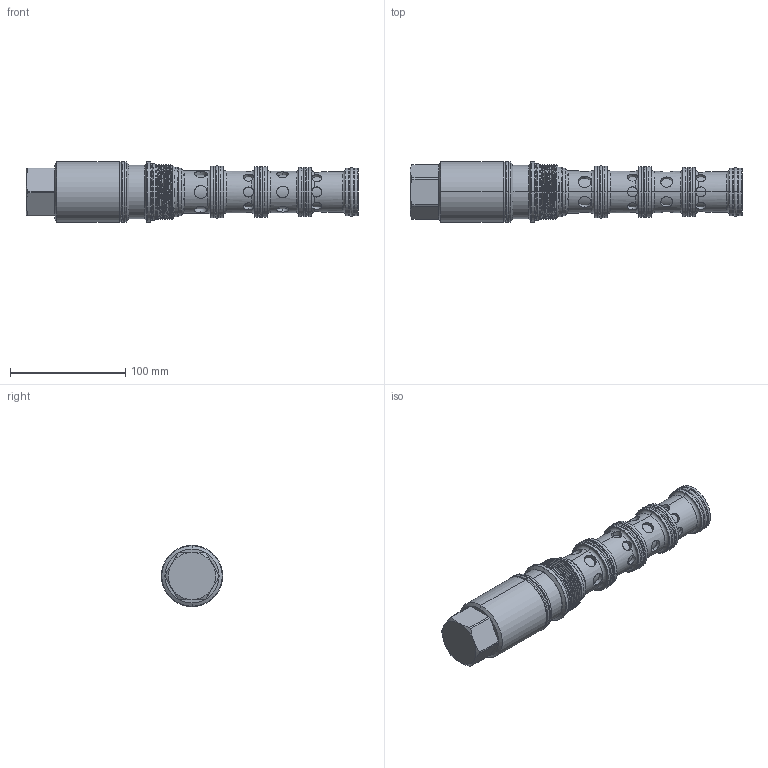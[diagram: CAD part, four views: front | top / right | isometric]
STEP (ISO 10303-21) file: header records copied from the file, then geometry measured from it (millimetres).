
FILE_DESCRIPTION (( 'STEP AP203' ), '1' );
FILE_NAME ('PDD54A6P22-N-320.STEP', '2020-09-17T05:22:09', ( '' ), ( '' ), 'SwSTEP 2.0', 'SolidWorks 2018', '' );
FILE_SCHEMA (( 'CONFIG_CONTROL_DESIGN' ));
Length unit declared in the file: millimetre
Products named in the file (1): PDD54A6P22-N-320
Bounding box: 287.69 x 53.11 x 53.11 mm (x, y, z)
Volume: 417119.6 mm3; surface area: 65676.3 mm2
Topology: 6 solids, 6 shells, 391 faces, 892 edges, 560 vertices
Faces by surface type: cylinder 217, plane 80, torus 63, cone 28, bspline 3
Entity records: 16378 total; most frequent: CARTESIAN_POINT 7604, DIRECTION 1850, ORIENTED_EDGE 1784, EDGE_CURVE 892, AXIS2_PLACEMENT_3D 792, VERTEX_POINT 560, EDGE_LOOP 448, CIRCLE 403
